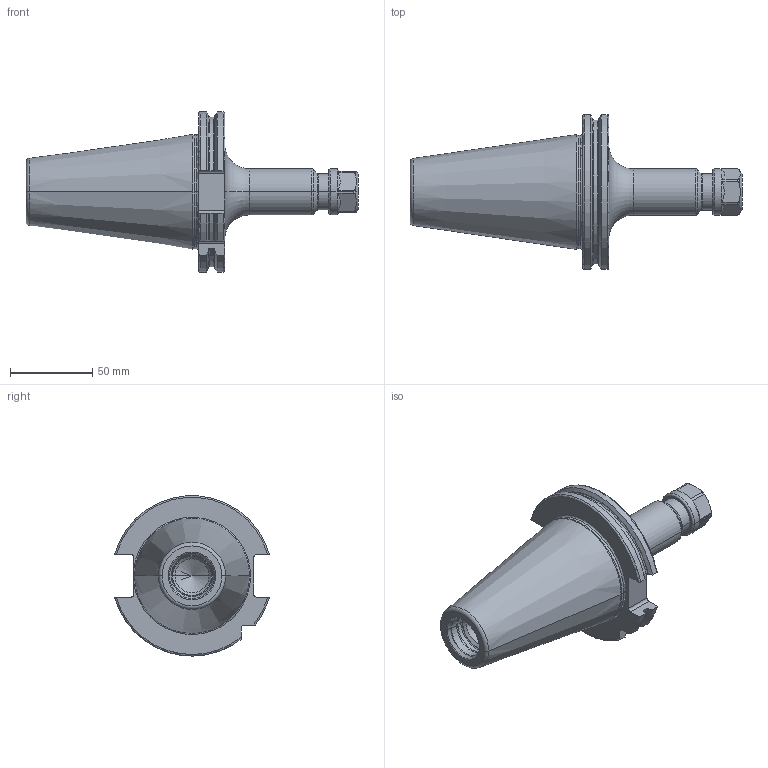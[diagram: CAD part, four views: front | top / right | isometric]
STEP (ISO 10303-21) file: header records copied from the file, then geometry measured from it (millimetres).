
FILE_DESCRIPTION((''),'2;1');
FILE_NAME('50-321-16_ASM','2011-08-31T',('mei'),(''),'PRO/ENGINEER BY PARAMETRIC TECHNOLOGY CORPORATION, 2010430','PRO/ENGINEER BY PARAMETRIC TECHNOLOGY CORPORATION, 2010430','');
FILE_SCHEMA(('CONFIG_CONTROL_DESIGN'));
Length unit declared in the file: millimetre
Products named in the file (3): 50-321-16; 83-912-16; 50-321-16_ASM
Assembly tree (2 placements, depth 2):
  50-321-16_ASM
    50-321-16
    83-912-16
Bounding box: 201.6 x 94 x 97.29 mm (x, y, z)
Volume: 390816.5 mm3; surface area: 51418.3 mm2
Topology: 2 solids, 3 shells, 129 faces, 330 edges, 208 vertices
Faces by surface type: torus 38, cylinder 32, cone 30, plane 29
Entity records: 4397 total; most frequent: CARTESIAN_POINT 1183, DIRECTION 689, ORIENTED_EDGE 652, EDGE_CURVE 328, AXIS2_PLACEMENT_3D 292, VERTEX_POINT 208, CIRCLE 156, EDGE_LOOP 134
